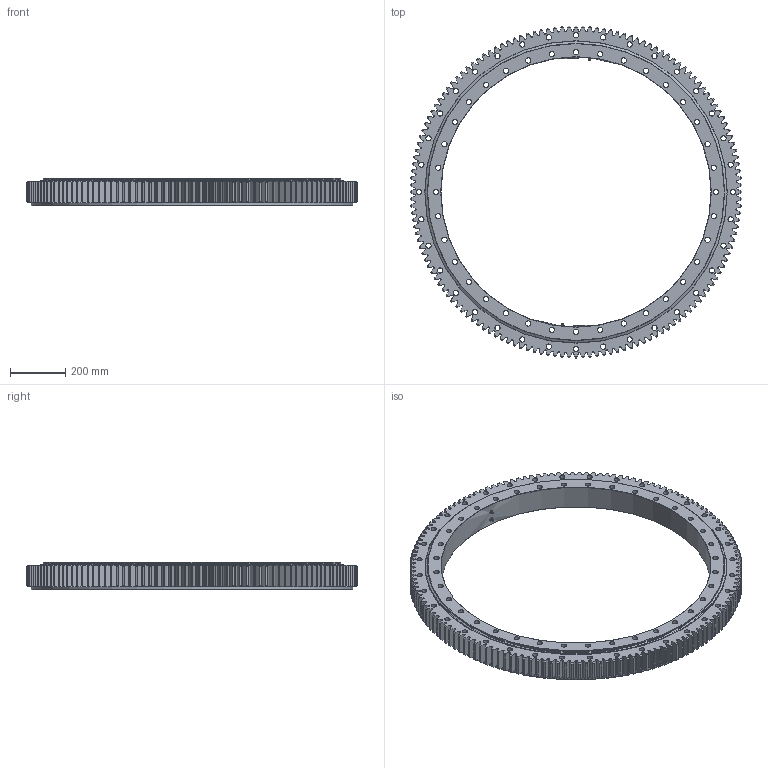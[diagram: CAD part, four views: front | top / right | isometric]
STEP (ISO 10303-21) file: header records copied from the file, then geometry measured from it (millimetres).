
FILE_DESCRIPTION (( 'STEP AP214' ), '1' );
FILE_NAME ('E.1200.2.25.00.D.1.STEP', '2020-05-12T07:47:41', ( '' ), ( '' ), 'SwSTEP 2.0', 'SolidWorks 2016', '' );
FILE_SCHEMA (( 'AUTOMOTIVE_DESIGN' ));
Length unit declared in the file: millimetre
Products named in the file (7): E.1200.2.25.00.D.1 - OR; E.1200.2.25.00.D.1 - IR; E.1200.2.25.00.D.1; E.1200.2.25.00.D.1 - IR Seal; Grease nipple M10x1mm; E.1200.2.25.00.D.1 - OR Seal; Ball D25
Assembly tree (128 placements, depth 2):
  E.1200.2.25.00.D.1
    E.1200.2.25.00.D.1 - IR
    E.1200.2.25.00.D.1 - OR
    Ball D25  x120
    E.1200.2.25.00.D.1 - IR Seal
    E.1200.2.25.00.D.1 - OR Seal
    Grease nipple M10x1mm  x4
Bounding box: 1199.99 x 1199.99 x 98 mm (x, y, z)
Volume: 25824343.7 mm3; surface area: 3222507.8 mm2
Topology: 128 solids, 128 shells, 1401 faces, 4026 edges, 2660 vertices
Faces by surface type: cone 362, plane 355, bspline 296, cylinder 246, sphere 120, torus 22
Full cylindrical faces by diameter (mm): 3 x4, 9 x4, 10 x4, 19 x72, 976 x1, 1061 x2, 1075 x4, 1079 x4, 1093 x2, 1163 x1
Entity records: 84614 total; most frequent: CARTESIAN_POINT 54414, ORIENTED_EDGE 6732, DIRECTION 5042, EDGE_CURVE 3366, VERTEX_POINT 2312, AXIS2_PLACEMENT_3D 1852, EDGE_LOOP 1490, VECTOR 1338
